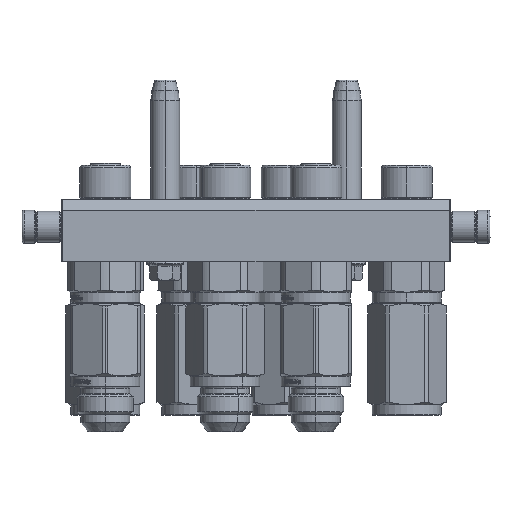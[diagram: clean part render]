
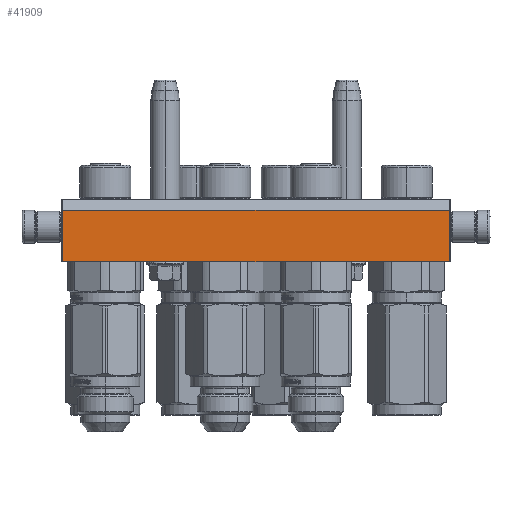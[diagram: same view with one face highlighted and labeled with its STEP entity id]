
A CAD part, left-side view. The second image highlights one B-rep face of the part: STEP entity #41909.
In plain terms, the highlighted face is planar.
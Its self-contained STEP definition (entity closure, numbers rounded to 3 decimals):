
#1182 = DIRECTION ( 'NONE',  ( 0., 1., 0. ) ) ;
#3078 = VECTOR ( 'NONE', #13362, 1000. ) ;
#3160 = VERTEX_POINT ( 'NONE', #46125 ) ;
#10422 = FACE_OUTER_BOUND ( 'NONE', #37399, .T. ) ;
#10982 = CARTESIAN_POINT ( 'NONE',  ( 94., -15., -45. ) ) ;
#13362 = DIRECTION ( 'NONE',  ( -1., 0., 0. ) ) ;
#14959 = DIRECTION ( 'NONE',  ( 0., 1., 0. ) ) ;
#15433 = EDGE_CURVE ( 'NONE', #43504, #62670, #46292, .T. ) ;
#17396 = CARTESIAN_POINT ( 'NONE',  ( -93.5, 15., -45. ) ) ;
#17817 = VERTEX_POINT ( 'NONE', #49424 ) ;
#17923 = LINE ( 'NONE', #47513, #3078 ) ;
#18994 = AXIS2_PLACEMENT_3D ( 'NONE', #10982, #61245, #52605 ) ;
#20484 = EDGE_CURVE ( 'NONE', #17817, #3160, #59516, .T. ) ;
#23511 = VECTOR ( 'NONE', #14959, 1000. ) ;
#24393 = ORIENTED_EDGE ( 'NONE', *, *, #52376, .F. ) ;
#33457 = LINE ( 'NONE', #39057, #59729 ) ;
#37399 = EDGE_LOOP ( 'NONE', ( #24393, #47916, #71770, #39777 ) ) ;
#39057 = CARTESIAN_POINT ( 'NONE',  ( -93.5, -10., -45. ) ) ;
#39777 = ORIENTED_EDGE ( 'NONE', *, *, #15433, .T. ) ;
#39946 = CARTESIAN_POINT ( 'NONE',  ( -93.5, -10., -45. ) ) ;
#41909 = ADVANCED_FACE ( 'NONE', ( #10422 ), #55961, .T. ) ;
#43504 = VERTEX_POINT ( 'NONE', #39946 ) ;
#46125 = CARTESIAN_POINT ( 'NONE',  ( 93.5, 15., -45. ) ) ;
#46292 = LINE ( 'NONE', #63012, #55909 ) ;
#47513 = CARTESIAN_POINT ( 'NONE',  ( 93.5, 15., -45. ) ) ;
#47916 = ORIENTED_EDGE ( 'NONE', *, *, #20484, .F. ) ;
#49424 = CARTESIAN_POINT ( 'NONE',  ( 93.5, -10., -45. ) ) ;
#51501 = EDGE_CURVE ( 'NONE', #43504, #17817, #33457, .T. ) ;
#52376 = EDGE_CURVE ( 'NONE', #3160, #62670, #17923, .T. ) ;
#52605 = DIRECTION ( 'NONE',  ( -1., 0., 0. ) ) ;
#55909 = VECTOR ( 'NONE', #1182, 1000. ) ;
#55961 = PLANE ( 'NONE',  #18994 ) ;
#59516 = LINE ( 'NONE', #66314, #23511 ) ;
#59729 = VECTOR ( 'NONE', #72438, 1000. ) ;
#61245 = DIRECTION ( 'NONE',  ( 0., 0., -1. ) ) ;
#62670 = VERTEX_POINT ( 'NONE', #17396 ) ;
#63012 = CARTESIAN_POINT ( 'NONE',  ( -93.5, -10., -45. ) ) ;
#66314 = CARTESIAN_POINT ( 'NONE',  ( 93.5, -10., -45. ) ) ;
#71770 = ORIENTED_EDGE ( 'NONE', *, *, #51501, .F. ) ;
#72438 = DIRECTION ( 'NONE',  ( 1., 0., 0. ) ) ;
